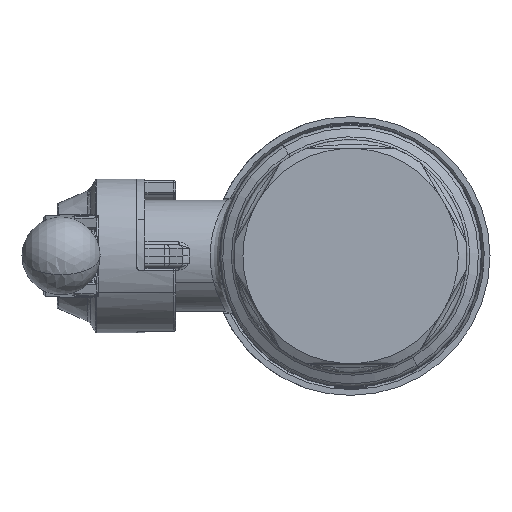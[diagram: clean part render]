
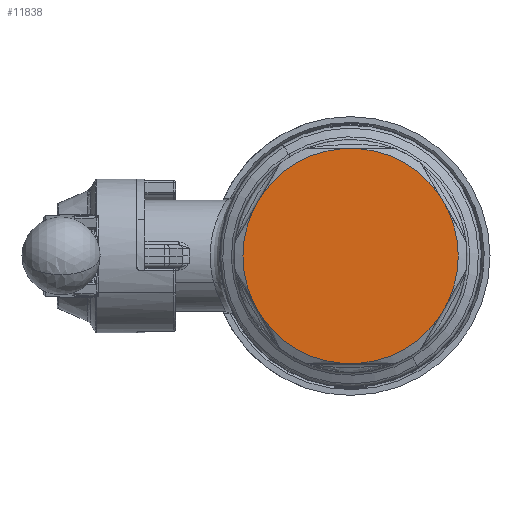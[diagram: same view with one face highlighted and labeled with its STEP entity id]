
A CAD part, left-side view. The second image highlights one B-rep face of the part: STEP entity #11838.
In plain terms, the highlighted planar face has unit normal (-1, 0, 0).
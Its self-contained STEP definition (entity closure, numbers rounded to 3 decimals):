
#7348=CARTESIAN_POINT('Vertex',(-45.,-22.98,15.998)) ;
#7353=CARTESIAN_POINT('Line Origine',(-45.,-24.162,13.95)) ;
#7357=CARTESIAN_POINT('Vertex',(-45.,-25.344,11.902)) ;
#11509=CARTESIAN_POINT('Vertex',(-45.,-25.344,-11.902)) ;
#11514=CARTESIAN_POINT('Line Origine',(-45.,-24.162,-13.95)) ;
#11518=CARTESIAN_POINT('Vertex',(-45.,-22.98,-15.998)) ;
#11568=CARTESIAN_POINT('Vertex',(-45.,2.364,27.9)) ;
#11573=CARTESIAN_POINT('Line Origine',(-45.,0.,27.9)) ;
#11577=CARTESIAN_POINT('Vertex',(-45.,-2.364,27.9)) ;
#11627=CARTESIAN_POINT('Vertex',(-45.,25.344,11.902)) ;
#11632=CARTESIAN_POINT('Line Origine',(-45.,24.162,13.95)) ;
#11636=CARTESIAN_POINT('Vertex',(-45.,22.98,15.998)) ;
#11686=CARTESIAN_POINT('Vertex',(-45.,-2.364,-27.9)) ;
#11691=CARTESIAN_POINT('Line Origine',(-45.,0.,-27.9)) ;
#11695=CARTESIAN_POINT('Vertex',(-45.,2.364,-27.9)) ;
#11745=CARTESIAN_POINT('Vertex',(-45.,22.98,-15.998)) ;
#11750=CARTESIAN_POINT('Line Origine',(-45.,24.162,-13.95)) ;
#11754=CARTESIAN_POINT('Vertex',(-45.,25.344,-11.902)) ;
#11789=CARTESIAN_POINT('Axis2P3D Location',(-45.,24.6,0.)) ;
#11794=CARTESIAN_POINT('Axis2P3D Location',(-45.,0.,0.)) ;
#11799=CARTESIAN_POINT('Axis2P3D Location',(-45.,0.,0.)) ;
#11804=CARTESIAN_POINT('Axis2P3D Location',(-45.,0.,0.)) ;
#11809=CARTESIAN_POINT('Axis2P3D Location',(-45.,0.,0.)) ;
#11814=CARTESIAN_POINT('Axis2P3D Location',(-45.,0.,0.)) ;
#11819=CARTESIAN_POINT('Axis2P3D Location',(-45.,0.,0.)) ;
#7354=DIRECTION('Vector Direction',(0.,0.5,0.866)) ;
#11515=DIRECTION('Vector Direction',(0.,0.5,-0.866)) ;
#11574=DIRECTION('Vector Direction',(0.,1.,0.)) ;
#11633=DIRECTION('Vector Direction',(0.,-0.5,0.866)) ;
#11692=DIRECTION('Vector Direction',(0.,-1.,0.)) ;
#11751=DIRECTION('Vector Direction',(0.,-0.5,-0.866)) ;
#11790=DIRECTION('Axis2P3D Direction',(1.,0.,0.)) ;
#11791=DIRECTION('Axis2P3D XDirection',(0.,1.,0.)) ;
#11795=DIRECTION('Axis2P3D Direction',(1.,0.,0.)) ;
#11800=DIRECTION('Axis2P3D Direction',(1.,0.,0.)) ;
#11805=DIRECTION('Axis2P3D Direction',(1.,0.,0.)) ;
#11810=DIRECTION('Axis2P3D Direction',(1.,0.,0.)) ;
#11815=DIRECTION('Axis2P3D Direction',(1.,0.,0.)) ;
#11820=DIRECTION('Axis2P3D Direction',(1.,0.,0.)) ;
#11792=AXIS2_PLACEMENT_3D('Plane Axis2P3D',#11789,#11790,#11791) ;
#11796=AXIS2_PLACEMENT_3D('Circle Axis2P3D',#11794,#11795,$) ;
#11801=AXIS2_PLACEMENT_3D('Circle Axis2P3D',#11799,#11800,$) ;
#11806=AXIS2_PLACEMENT_3D('Circle Axis2P3D',#11804,#11805,$) ;
#11811=AXIS2_PLACEMENT_3D('Circle Axis2P3D',#11809,#11810,$) ;
#11816=AXIS2_PLACEMENT_3D('Circle Axis2P3D',#11814,#11815,$) ;
#11821=AXIS2_PLACEMENT_3D('Circle Axis2P3D',#11819,#11820,$) ;
#11825=ORIENTED_EDGE('',*,*,#11798,.F.) ;
#11826=ORIENTED_EDGE('',*,*,#7359,.T.) ;
#11827=ORIENTED_EDGE('',*,*,#11803,.F.) ;
#11828=ORIENTED_EDGE('',*,*,#11579,.T.) ;
#11829=ORIENTED_EDGE('',*,*,#11808,.F.) ;
#11830=ORIENTED_EDGE('',*,*,#11638,.F.) ;
#11831=ORIENTED_EDGE('',*,*,#11813,.F.) ;
#11832=ORIENTED_EDGE('',*,*,#11756,.T.) ;
#11833=ORIENTED_EDGE('',*,*,#11818,.F.) ;
#11834=ORIENTED_EDGE('',*,*,#11697,.T.) ;
#11835=ORIENTED_EDGE('',*,*,#11823,.F.) ;
#11836=ORIENTED_EDGE('',*,*,#11520,.F.) ;
#7355=VECTOR('Line Direction',#7354,1.) ;
#11516=VECTOR('Line Direction',#11515,1.) ;
#11575=VECTOR('Line Direction',#11574,1.) ;
#11634=VECTOR('Line Direction',#11633,1.) ;
#11693=VECTOR('Line Direction',#11692,1.) ;
#11752=VECTOR('Line Direction',#11751,1.) ;
#11838=ADVANCED_FACE('PartBody',(#11837),#11793,.F.) ;
#11797=CIRCLE('generated circle',#11796,28.) ;
#11802=CIRCLE('generated circle',#11801,28.) ;
#11807=CIRCLE('generated circle',#11806,28.) ;
#11812=CIRCLE('generated circle',#11811,28.) ;
#11817=CIRCLE('generated circle',#11816,28.) ;
#11822=CIRCLE('generated circle',#11821,28.) ;
#7359=EDGE_CURVE('',#7358,#7349,#7356,.T.) ;
#11520=EDGE_CURVE('',#11510,#11519,#11517,.T.) ;
#11579=EDGE_CURVE('',#11578,#11569,#11576,.T.) ;
#11638=EDGE_CURVE('',#11628,#11637,#11635,.T.) ;
#11697=EDGE_CURVE('',#11696,#11687,#11694,.T.) ;
#11756=EDGE_CURVE('',#11755,#11746,#11753,.T.) ;
#11798=EDGE_CURVE('',#7358,#11510,#11797,.T.) ;
#11803=EDGE_CURVE('',#11578,#7349,#11802,.T.) ;
#11808=EDGE_CURVE('',#11637,#11569,#11807,.T.) ;
#11813=EDGE_CURVE('',#11755,#11628,#11812,.T.) ;
#11818=EDGE_CURVE('',#11696,#11746,#11817,.T.) ;
#11823=EDGE_CURVE('',#11519,#11687,#11822,.T.) ;
#11824=EDGE_LOOP('',(#11825,#11826,#11827,#11828,#11829,#11830,#11831,#11832,#11833,#11834,#11835,#11836)) ;
#11837=FACE_OUTER_BOUND('',#11824,.T.) ;
#7356=LINE('Line',#7353,#7355) ;
#11517=LINE('Line',#11514,#11516) ;
#11576=LINE('Line',#11573,#11575) ;
#11635=LINE('Line',#11632,#11634) ;
#11694=LINE('Line',#11691,#11693) ;
#11753=LINE('Line',#11750,#11752) ;
#11793=PLANE('',#11792) ;
#7349=VERTEX_POINT('',#7348) ;
#7358=VERTEX_POINT('',#7357) ;
#11510=VERTEX_POINT('',#11509) ;
#11519=VERTEX_POINT('',#11518) ;
#11569=VERTEX_POINT('',#11568) ;
#11578=VERTEX_POINT('',#11577) ;
#11628=VERTEX_POINT('',#11627) ;
#11637=VERTEX_POINT('',#11636) ;
#11687=VERTEX_POINT('',#11686) ;
#11696=VERTEX_POINT('',#11695) ;
#11746=VERTEX_POINT('',#11745) ;
#11755=VERTEX_POINT('',#11754) ;
